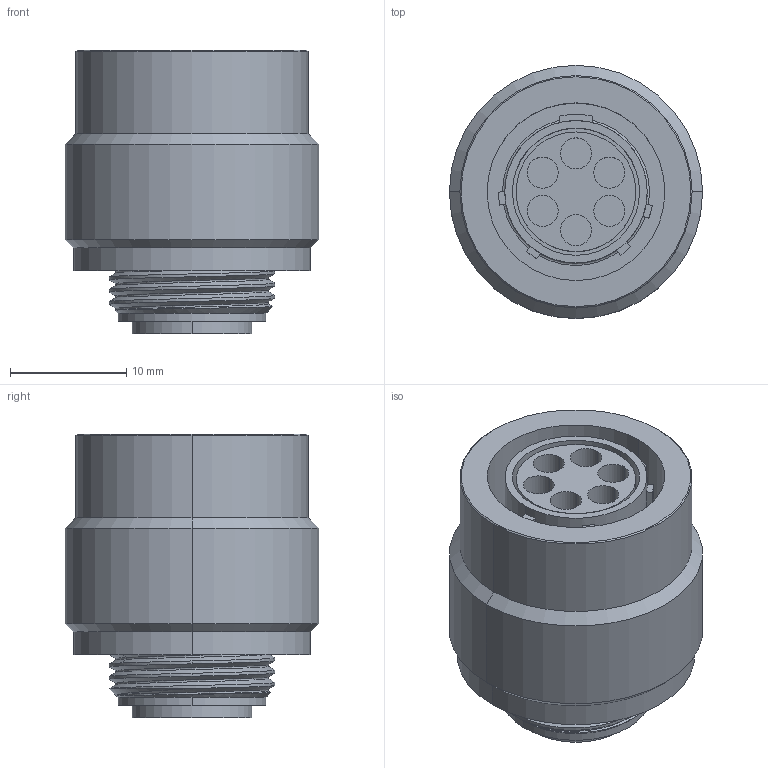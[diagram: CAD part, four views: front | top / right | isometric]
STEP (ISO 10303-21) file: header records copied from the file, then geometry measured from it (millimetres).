
FILE_DESCRIPTION((''),'2;1');
FILE_NAME('UT06106S-CAT_SW_ASM','2010-12-07T',('Gsineau'),(''),'PRO/ENGINEER BY PARAMETRIC TECHNOLOGY CORPORATION, 2010140','PRO/ENGINEER BY PARAMETRIC TECHNOLOGY CORPORATION, 2010140','');
FILE_SCHEMA(('CONFIG_CONTROL_DESIGN'));
Length unit declared in the file: inch
Products named in the file (1): UT06106S-CAT_SW_ASM
Bounding box: 21.8 x 21.8 x 24.41 mm (x, y, z)
Volume: 5387.6 mm3; surface area: 5400.4 mm2
Topology: 1 solids, 1 shells, 128 faces, 295 edges, 190 vertices
Faces by surface type: cylinder 65, plane 38, cone 10, torus 9, bspline 6
Entity records: 6234 total; most frequent: CARTESIAN_POINT 3258, DIRECTION 631, ORIENTED_EDGE 590, EDGE_CURVE 295, AXIS2_PLACEMENT_3D 260, VERTEX_POINT 190, EDGE_LOOP 149, CIRCLE 137
